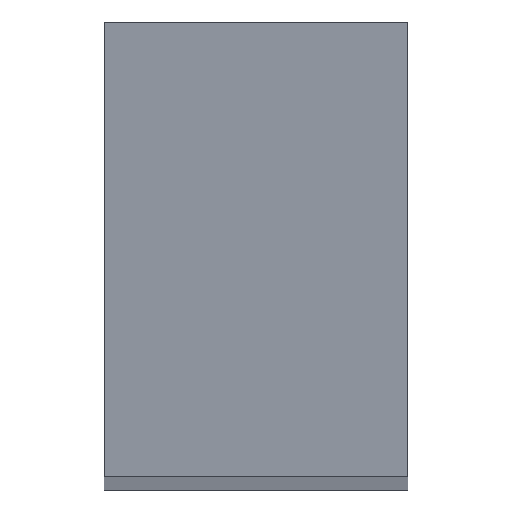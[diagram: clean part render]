
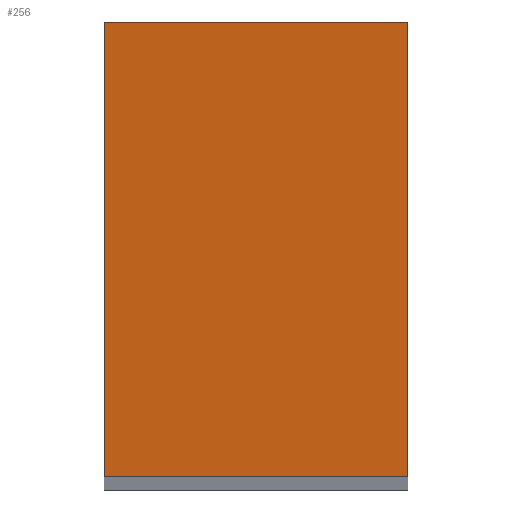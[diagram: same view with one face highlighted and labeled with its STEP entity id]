
A CAD part, top view. The second image highlights one B-rep face of the part: STEP entity #256.
In plain terms, the highlighted planar face has unit normal (0, -0.131, 0.991).
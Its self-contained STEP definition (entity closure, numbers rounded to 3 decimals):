
#2 = VECTOR ( 'NONE', #30, 1000. ) ;
#6 = VECTOR ( 'NONE', #127, 1000. ) ;
#12 = AXIS2_PLACEMENT_3D ( 'NONE', #262, #82, #172 ) ;
#13 = VERTEX_POINT ( 'NONE', #284 ) ;
#30 = DIRECTION ( 'NONE',  ( 0., 0.991, 0.131 ) ) ;
#33 = EDGE_LOOP ( 'NONE', ( #190, #141, #278, #108 ) ) ;
#52 = CARTESIAN_POINT ( 'NONE',  ( -20., -30., 1009.101 ) ) ;
#82 = DIRECTION ( 'NONE',  ( 0., -0.131, 0.991 ) ) ;
#85 = LINE ( 'NONE', #178, #136 ) ;
#108 = ORIENTED_EDGE ( 'NONE', *, *, #263, .T. ) ;
#112 = CARTESIAN_POINT ( 'NONE',  ( -20., 30., 1017. ) ) ;
#127 = DIRECTION ( 'NONE',  ( -1., 0., 0. ) ) ;
#136 = VECTOR ( 'NONE', #236, 1000. ) ;
#140 = EDGE_CURVE ( 'NONE', #276, #177, #272, .T. ) ;
#141 = ORIENTED_EDGE ( 'NONE', *, *, #252, .T. ) ;
#148 = CARTESIAN_POINT ( 'NONE',  ( -20., 30., 1017. ) ) ;
#149 = VERTEX_POINT ( 'NONE', #291 ) ;
#166 = CARTESIAN_POINT ( 'NONE',  ( 20., 30., 1017. ) ) ;
#172 = DIRECTION ( 'NONE',  ( 0., -0.991, -0.131 ) ) ;
#177 = VERTEX_POINT ( 'NONE', #52 ) ;
#178 = CARTESIAN_POINT ( 'NONE',  ( -20., -30., 1009.101 ) ) ;
#180 = FACE_OUTER_BOUND ( 'NONE', #33, .T. ) ;
#190 = ORIENTED_EDGE ( 'NONE', *, *, #201, .T. ) ;
#201 = EDGE_CURVE ( 'NONE', #149, #13, #206, .T. ) ;
#206 = LINE ( 'NONE', #166, #2 ) ;
#220 = LINE ( 'NONE', #148, #6 ) ;
#236 = DIRECTION ( 'NONE',  ( 1., 0., 0. ) ) ;
#243 = PLANE ( 'NONE',  #12 ) ;
#250 = VECTOR ( 'NONE', #288, 1000. ) ;
#252 = EDGE_CURVE ( 'NONE', #13, #276, #220, .T. ) ;
#256 = ADVANCED_FACE ( 'NONE', ( #180 ), #243, .T. ) ;
#262 = CARTESIAN_POINT ( 'NONE',  ( -20., 30., 1017. ) ) ;
#263 = EDGE_CURVE ( 'NONE', #177, #149, #85, .T. ) ;
#272 = LINE ( 'NONE', #112, #250 ) ;
#276 = VERTEX_POINT ( 'NONE', #289 ) ;
#278 = ORIENTED_EDGE ( 'NONE', *, *, #140, .T. ) ;
#284 = CARTESIAN_POINT ( 'NONE',  ( 20., 30., 1017. ) ) ;
#288 = DIRECTION ( 'NONE',  ( 0., -0.991, -0.131 ) ) ;
#289 = CARTESIAN_POINT ( 'NONE',  ( -20., 30., 1017. ) ) ;
#291 = CARTESIAN_POINT ( 'NONE',  ( 20., -30., 1009.101 ) ) ;
